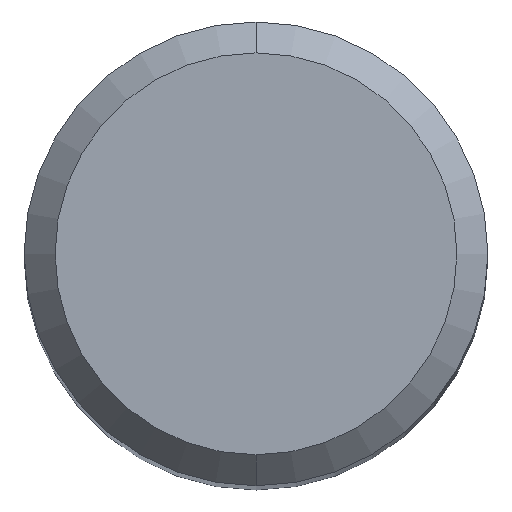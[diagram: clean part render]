
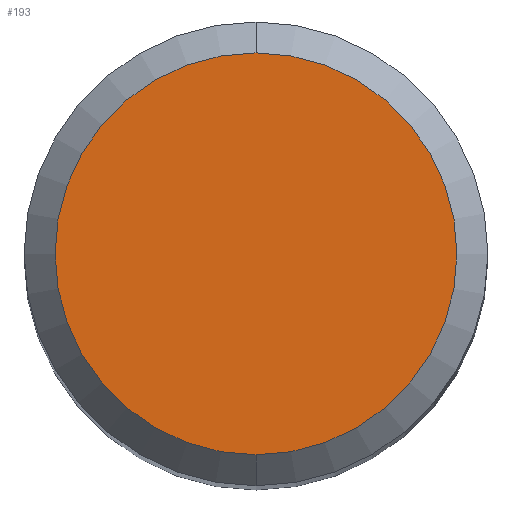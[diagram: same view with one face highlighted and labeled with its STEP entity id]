
A CAD part, top view. The second image highlights one B-rep face of the part: STEP entity #193.
In plain terms, the highlighted planar face has unit normal (0, 0, 1).
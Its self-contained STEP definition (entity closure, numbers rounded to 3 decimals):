
#115=VERTEX_POINT('',#270);
#173=VERTEX_POINT('',#335);
#193=ADVANCED_FACE('',(#357),#358,.T.);
#199=EDGE_CURVE('',#115,#173,#364,.T.);
#213=EDGE_CURVE('',#173,#115,#381,.T.);
#270=CARTESIAN_POINT('',(0.0,2.6,0.0));
#335=CARTESIAN_POINT('',(0.,-2.6,0.0));
#357=FACE_OUTER_BOUND('',#544,.T.);
#358=PLANE('',#545);
#364=CIRCLE('',#553,2.6);
#381=CIRCLE('',#574,2.6);
#544=EDGE_LOOP('',(#740,#741));
#545=AXIS2_PLACEMENT_3D('',#742,#743,#744);
#553=AXIS2_PLACEMENT_3D('',#747,#748,#749);
#574=AXIS2_PLACEMENT_3D('',#778,#779,#780);
#740=ORIENTED_EDGE('',*,*,#199,.F.);
#741=ORIENTED_EDGE('',*,*,#213,.F.);
#742=CARTESIAN_POINT('',(0.0,1.3,0.0));
#743=DIRECTION('',(-0.0,0.0,1.0));
#744=DIRECTION('',(0.0,-1.0,0.0));
#747=CARTESIAN_POINT('',(0.0,0.0,0.0));
#748=DIRECTION('',(0.0,0.0,-1.0));
#749=DIRECTION('',(0.0,1.0,0.0));
#778=CARTESIAN_POINT('',(0.0,0.0,0.0));
#779=DIRECTION('',(0.0,0.0,-1.0));
#780=DIRECTION('',(0.0,1.0,0.0));
